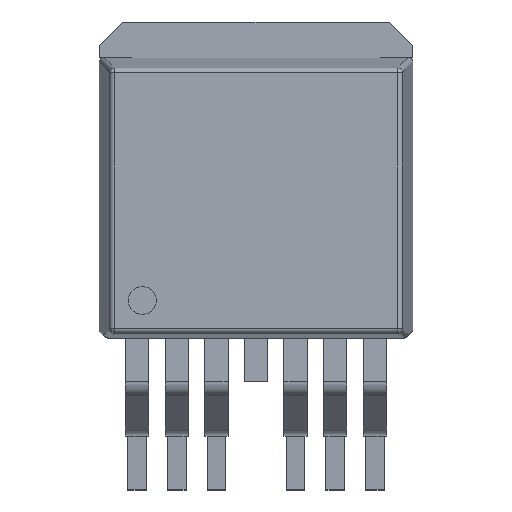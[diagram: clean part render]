
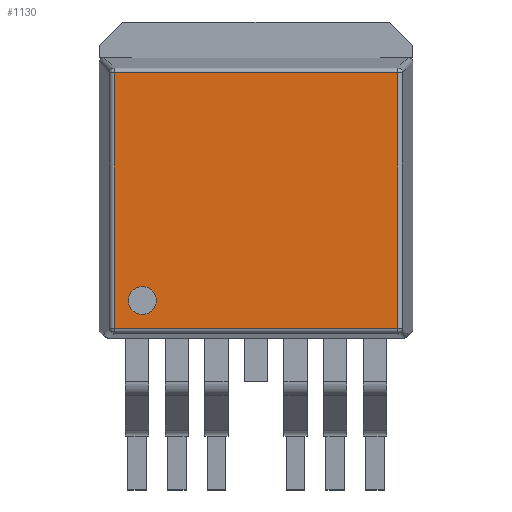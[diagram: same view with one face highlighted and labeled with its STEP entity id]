
A CAD part, top view. The second image highlights one B-rep face of the part: STEP entity #1130.
In plain terms, the highlighted planar face has unit normal (0, 0, 1).
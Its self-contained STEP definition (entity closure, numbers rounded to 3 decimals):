
#181 = FACE_OUTER_BOUND ( 'NONE', #4254, .T. ) ;
#370 = CARTESIAN_POINT ( 'NONE',  ( -4.543, 4.01, 2.285 ) ) ;
#513 = ORIENTED_EDGE ( 'NONE', *, *, #4039, .T. ) ;
#601 = PLANE ( 'NONE',  #7084 ) ;
#622 = VECTOR ( 'NONE', #4621, 1000. ) ;
#877 = CARTESIAN_POINT ( 'NONE',  ( 0., 0., 2.285 ) ) ;
#920 = DIRECTION ( 'NONE',  ( 0., 0., 1. ) ) ;
#947 = DIRECTION ( 'NONE',  ( 1., 0., 0. ) ) ;
#989 = LINE ( 'NONE', #5632, #2585 ) ;
#1008 = VECTOR ( 'NONE', #2697, 1000. ) ;
#1130 = ADVANCED_FACE ( 'NONE', ( #181, #3609 ), #601, .T. ) ;
#1205 = DIRECTION ( 'NONE',  ( 1., 0., 0. ) ) ;
#2525 = EDGE_CURVE ( 'NONE', #7530, #7544, #4464, .T. ) ;
#2585 = VECTOR ( 'NONE', #947, 1000. ) ;
#2664 = CARTESIAN_POINT ( 'NONE',  ( 4.543, 0., 2.285 ) ) ;
#2668 = VECTOR ( 'NONE', #5452, 1000. ) ;
#2697 = DIRECTION ( 'NONE',  ( 0., 1., 0. ) ) ;
#3123 = AXIS2_PLACEMENT_3D ( 'NONE', #5407, #6555, #1205 ) ;
#3548 = CARTESIAN_POINT ( 'NONE',  ( 0., 4.01, 2.285 ) ) ;
#3609 = FACE_BOUND ( 'NONE', #6613, .T. ) ;
#3646 = CIRCLE ( 'NONE', #4482, 0.449 ) ;
#3800 = DIRECTION ( 'NONE',  ( 1., 0., 0. ) ) ;
#4039 = EDGE_CURVE ( 'NONE', #6416, #7530, #6996, .T. ) ;
#4138 = EDGE_CURVE ( 'NONE', #5687, #6416, #4378, .T. ) ;
#4254 = EDGE_LOOP ( 'NONE', ( #5853, #513, #4428, #6085 ) ) ;
#4305 = ORIENTED_EDGE ( 'NONE', *, *, #5882, .T. ) ;
#4378 = LINE ( 'NONE', #2664, #1008 ) ;
#4428 = ORIENTED_EDGE ( 'NONE', *, *, #2525, .T. ) ;
#4434 = VERTEX_POINT ( 'NONE', #6932 ) ;
#4464 = LINE ( 'NONE', #4879, #2668 ) ;
#4482 = AXIS2_PLACEMENT_3D ( 'NONE', #4503, #6246, #6990 ) ;
#4503 = CARTESIAN_POINT ( 'NONE',  ( -3.645, -3.291, 2.285 ) ) ;
#4621 = DIRECTION ( 'NONE',  ( -1., 0., 0. ) ) ;
#4879 = CARTESIAN_POINT ( 'NONE',  ( -4.543, 0., 2.285 ) ) ;
#5344 = CIRCLE ( 'NONE', #3123, 0.449 ) ;
#5379 = CARTESIAN_POINT ( 'NONE',  ( 4.543, -4.189, 2.285 ) ) ;
#5407 = CARTESIAN_POINT ( 'NONE',  ( -3.645, -3.291, 2.285 ) ) ;
#5452 = DIRECTION ( 'NONE',  ( 0., -1., 0. ) ) ;
#5632 = CARTESIAN_POINT ( 'NONE',  ( 0., -4.189, 2.285 ) ) ;
#5687 = VERTEX_POINT ( 'NONE', #5379 ) ;
#5853 = ORIENTED_EDGE ( 'NONE', *, *, #4138, .T. ) ;
#5882 = EDGE_CURVE ( 'NONE', #7485, #4434, #3646, .T. ) ;
#6085 = ORIENTED_EDGE ( 'NONE', *, *, #7471, .T. ) ;
#6246 = DIRECTION ( 'NONE',  ( 0., 0., -1. ) ) ;
#6302 = CARTESIAN_POINT ( 'NONE',  ( 4.543, 4.01, 2.285 ) ) ;
#6416 = VERTEX_POINT ( 'NONE', #6302 ) ;
#6555 = DIRECTION ( 'NONE',  ( 0., 0., -1. ) ) ;
#6613 = EDGE_LOOP ( 'NONE', ( #7410, #4305 ) ) ;
#6772 = EDGE_CURVE ( 'NONE', #4434, #7485, #5344, .T. ) ;
#6932 = CARTESIAN_POINT ( 'NONE',  ( -3.196, -3.291, 2.285 ) ) ;
#6966 = CARTESIAN_POINT ( 'NONE',  ( -4.094, -3.291, 2.285 ) ) ;
#6990 = DIRECTION ( 'NONE',  ( 1., 0., 0. ) ) ;
#6996 = LINE ( 'NONE', #3548, #622 ) ;
#7084 = AXIS2_PLACEMENT_3D ( 'NONE', #877, #920, #3800 ) ;
#7409 = CARTESIAN_POINT ( 'NONE',  ( -4.543, -4.189, 2.285 ) ) ;
#7410 = ORIENTED_EDGE ( 'NONE', *, *, #6772, .T. ) ;
#7471 = EDGE_CURVE ( 'NONE', #7544, #5687, #989, .T. ) ;
#7485 = VERTEX_POINT ( 'NONE', #6966 ) ;
#7530 = VERTEX_POINT ( 'NONE', #370 ) ;
#7544 = VERTEX_POINT ( 'NONE', #7409 ) ;
